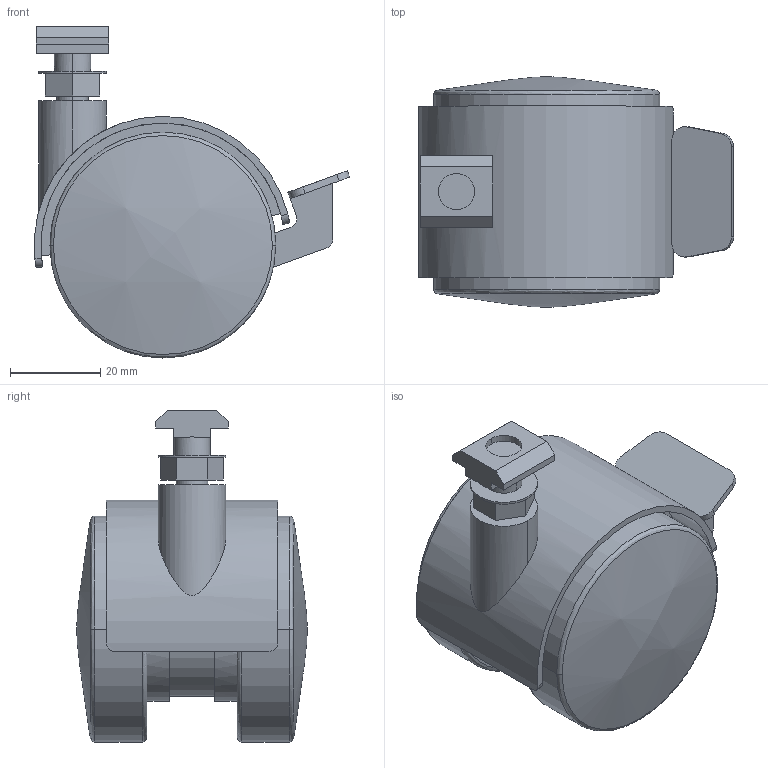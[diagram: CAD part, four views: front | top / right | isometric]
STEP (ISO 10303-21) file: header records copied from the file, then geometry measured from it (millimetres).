
FILE_DESCRIPTION (( 'STEP AP203' ), '1' );
FILE_NAME ('3_842_535_669_Bosch.step', '2024-06-10T08:43:21', ( '' ), ( '' ), 'SwSTEP 2.0', 'SolidWorks 2014', '' );
FILE_SCHEMA (( 'CONFIG_CONTROL_DESIGN' ));
Length unit declared in the file: millimetre
Products named in the file (1): 3_842_535_669_Bosch
Bounding box: 69.79 x 51 x 73.5 mm (x, y, z)
Volume: 94681.2 mm3; surface area: 22838.3 mm2
Topology: 1 solids, 1 shells, 94 faces, 243 edges, 158 vertices
Faces by surface type: plane 49, cylinder 35, bspline 10
Entity records: 3456 total; most frequent: CARTESIAN_POINT 1082, ORIENTED_EDGE 486, DIRECTION 475, EDGE_CURVE 243, AXIS2_PLACEMENT_3D 167, VERTEX_POINT 158, VECTOR 141, LINE 141
